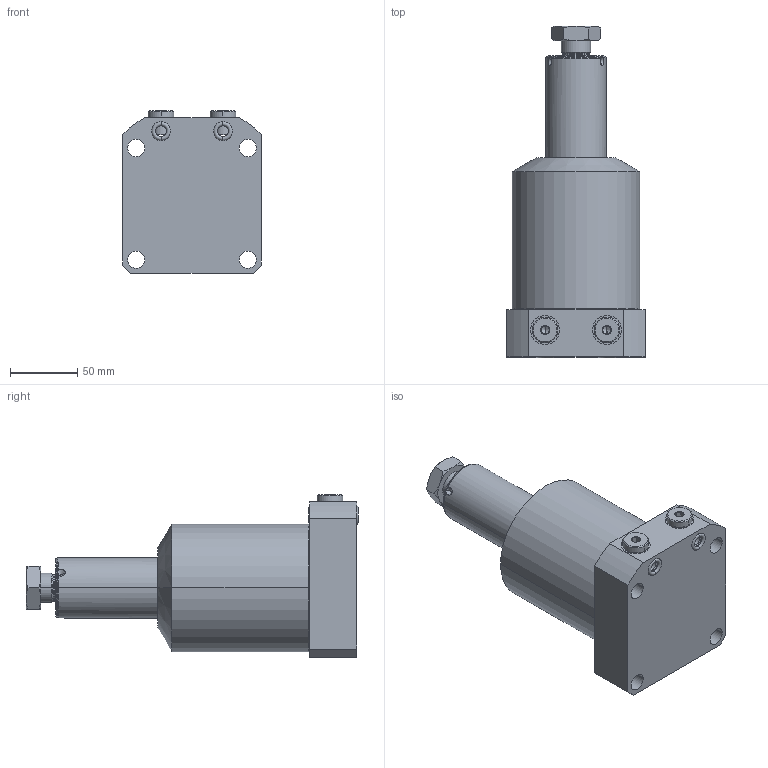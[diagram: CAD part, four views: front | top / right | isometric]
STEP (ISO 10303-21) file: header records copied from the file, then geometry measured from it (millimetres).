
FILE_DESCRIPTION((''),'2;1');
FILE_NAME('ILCML1418000S','2016-10-10T',('maj'),(''),'PRO/ENGINEER BY PARAMETRIC TECHNOLOGY CORPORATION, 2013320','PRO/ENGINEER BY PARAMETRIC TECHNOLOGY CORPORATION, 2013320','');
FILE_SCHEMA(('AUTOMOTIVE_DESIGN { 1 0 10303 214 1 1 1 1 }'));
Length unit declared in the file: millimetre
Products named in the file (1): ILCML1418000S
Bounding box: 103 x 246.75 x 120.55 mm (x, y, z)
Volume: 1293998.9 mm3; surface area: 94340 mm2
Topology: 5 solids, 11 shells, 212 faces, 504 edges, 311 vertices
Faces by surface type: cylinder 64, plane 63, cone 58, torus 27
Entity records: 7983 total; most frequent: CARTESIAN_POINT 1407, DIRECTION 1108, ORIENTED_EDGE 964, PRESENTATION_STYLE_ASSIGNMENT 505, STYLED_ITEM 505, CURVE_STYLE 494, EDGE_CURVE 494, AXIS2_PLACEMENT_3D 463
